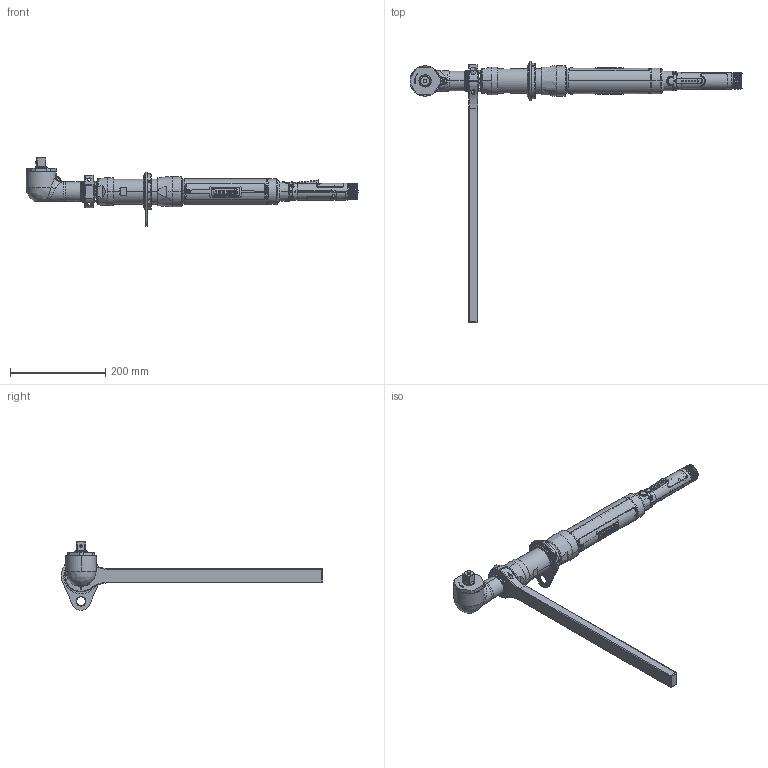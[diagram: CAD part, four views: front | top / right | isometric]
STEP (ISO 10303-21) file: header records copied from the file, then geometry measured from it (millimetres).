
FILE_DESCRIPTION((''),'2;1');
FILE_NAME('EB55LA32-400','2012-02-16T',('VST0704'),(''),'PRO/ENGINEER BY PARAMETRIC TECHNOLOGY CORPORATION, 2009460','PRO/ENGINEER BY PARAMETRIC TECHNOLOGY CORPORATION, 2009460','');
FILE_SCHEMA(('CONFIG_CONTROL_DESIGN'));
Products named in the file (1): EB55LA32-400
Bounding box: 698.19 x 549.15 x 144.75 mm (x, y, z)
Surface area: 241363.2 mm2 (no closed solid volume)
Topology: 0 solids, 232 shells, 776 faces, 4719 edges, 4131 vertices
Faces by surface type: cylinder 370, plane 150, bspline 120, cone 71, torus 47, extrusion 16, sphere 2
Entity records: 62286 total; most frequent: CARTESIAN_POINT 30026, DIRECTION 5852, ORIENTED_EDGE 5531, EDGE_CURVE 4717, VERTEX_POINT 4131, VECTOR 1956, AXIS2_PLACEMENT_3D 1948, LINE 1940
